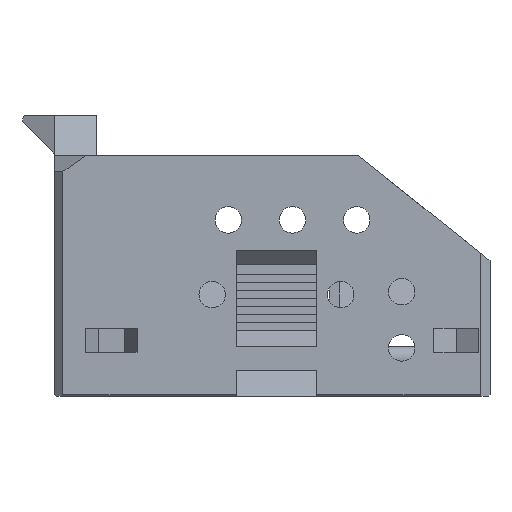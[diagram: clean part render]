
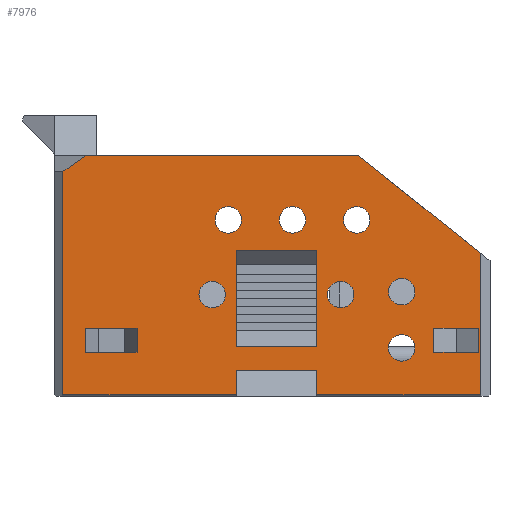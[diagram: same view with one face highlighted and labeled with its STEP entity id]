
A CAD part, left-side view. The second image highlights one B-rep face of the part: STEP entity #7976.
In plain terms, the highlighted planar face has unit normal (-1, 0, 0).
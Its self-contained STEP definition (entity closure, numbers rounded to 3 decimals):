
#84=FACE_BOUND('',#673,.T.);
#85=FACE_BOUND('',#674,.T.);
#86=FACE_BOUND('',#675,.T.);
#87=FACE_BOUND('',#676,.T.);
#88=FACE_BOUND('',#677,.T.);
#89=FACE_BOUND('',#678,.T.);
#90=FACE_BOUND('',#679,.T.);
#91=FACE_BOUND('',#680,.T.);
#92=FACE_BOUND('',#681,.T.);
#93=FACE_BOUND('',#682,.T.);
#202=CIRCLE('',#8422,1.65);
#203=CIRCLE('',#8423,1.65);
#204=CIRCLE('',#8424,1.65);
#205=CIRCLE('',#8425,1.65);
#206=CIRCLE('',#8426,1.65);
#207=CIRCLE('',#8427,1.65);
#208=CIRCLE('',#8428,1.65);
#246=FACE_OUTER_BOUND('',#672,.T.);
#672=EDGE_LOOP('',(#5464,#5465,#5466,#5467,#5468,#5469,#5470,#5471,#5472,
#5473));
#673=EDGE_LOOP('',(#5474,#5475,#5476,#5477));
#674=EDGE_LOOP('',(#5478,#5479,#5480,#5481));
#675=EDGE_LOOP('',(#5482));
#676=EDGE_LOOP('',(#5483));
#677=EDGE_LOOP('',(#5484));
#678=EDGE_LOOP('',(#5485));
#679=EDGE_LOOP('',(#5486));
#680=EDGE_LOOP('',(#5487));
#681=EDGE_LOOP('',(#5488,#5489,#5490,#5491));
#682=EDGE_LOOP('',(#5492));
#1155=LINE('',#10909,#2249);
#1287=LINE('',#11225,#2381);
#1288=LINE('',#11227,#2382);
#1289=LINE('',#11229,#2383);
#1290=LINE('',#11231,#2384);
#1291=LINE('',#11233,#2385);
#1292=LINE('',#11235,#2386);
#1293=LINE('',#11237,#2387);
#1294=LINE('',#11239,#2388);
#1295=LINE('',#11240,#2389);
#1296=LINE('',#11243,#2390);
#1297=LINE('',#11245,#2391);
#1298=LINE('',#11247,#2392);
#1299=LINE('',#11248,#2393);
#1300=LINE('',#11251,#2394);
#1301=LINE('',#11253,#2395);
#1302=LINE('',#11255,#2396);
#1303=LINE('',#11256,#2397);
#1304=LINE('',#11271,#2398);
#1305=LINE('',#11273,#2399);
#1306=LINE('',#11275,#2400);
#1307=LINE('',#11276,#2401);
#2249=VECTOR('',#8864,1000.);
#2381=VECTOR('',#9086,1000.);
#2382=VECTOR('',#9087,1000.);
#2383=VECTOR('',#9088,1000.);
#2384=VECTOR('',#9089,1000.);
#2385=VECTOR('',#9090,1000.);
#2386=VECTOR('',#9091,1000.);
#2387=VECTOR('',#9092,1000.);
#2388=VECTOR('',#9093,1000.);
#2389=VECTOR('',#9094,1000.);
#2390=VECTOR('',#9095,1000.);
#2391=VECTOR('',#9096,1000.);
#2392=VECTOR('',#9097,1000.);
#2393=VECTOR('',#9098,1000.);
#2394=VECTOR('',#9099,1000.);
#2395=VECTOR('',#9100,1000.);
#2396=VECTOR('',#9101,1000.);
#2397=VECTOR('',#9102,1000.);
#2398=VECTOR('',#9115,1000.);
#2399=VECTOR('',#9116,1000.);
#2400=VECTOR('',#9117,1000.);
#2401=VECTOR('',#9118,1000.);
#3345=VERTEX_POINT('',#10906);
#3346=VERTEX_POINT('',#10908);
#3485=VERTEX_POINT('',#11224);
#3486=VERTEX_POINT('',#11226);
#3487=VERTEX_POINT('',#11228);
#3488=VERTEX_POINT('',#11230);
#3489=VERTEX_POINT('',#11232);
#3490=VERTEX_POINT('',#11234);
#3491=VERTEX_POINT('',#11236);
#3492=VERTEX_POINT('',#11238);
#3493=VERTEX_POINT('',#11241);
#3494=VERTEX_POINT('',#11242);
#3495=VERTEX_POINT('',#11244);
#3496=VERTEX_POINT('',#11246);
#3497=VERTEX_POINT('',#11249);
#3498=VERTEX_POINT('',#11250);
#3499=VERTEX_POINT('',#11252);
#3500=VERTEX_POINT('',#11254);
#3501=VERTEX_POINT('',#11257);
#3502=VERTEX_POINT('',#11259);
#3503=VERTEX_POINT('',#11261);
#3504=VERTEX_POINT('',#11263);
#3505=VERTEX_POINT('',#11265);
#3506=VERTEX_POINT('',#11267);
#3507=VERTEX_POINT('',#11269);
#3508=VERTEX_POINT('',#11270);
#3509=VERTEX_POINT('',#11272);
#3510=VERTEX_POINT('',#11274);
#3511=VERTEX_POINT('',#11277);
#4117=EDGE_CURVE('',#3346,#3345,#1155,.T.);
#4277=EDGE_CURVE('',#3345,#3485,#1287,.T.);
#4278=EDGE_CURVE('',#3485,#3486,#1288,.T.);
#4279=EDGE_CURVE('',#3486,#3487,#1289,.T.);
#4280=EDGE_CURVE('',#3487,#3488,#1290,.T.);
#4281=EDGE_CURVE('',#3488,#3489,#1291,.T.);
#4282=EDGE_CURVE('',#3490,#3489,#1292,.T.);
#4283=EDGE_CURVE('',#3490,#3491,#1293,.T.);
#4284=EDGE_CURVE('',#3492,#3491,#1294,.T.);
#4285=EDGE_CURVE('',#3492,#3346,#1295,.T.);
#4286=EDGE_CURVE('',#3493,#3494,#1296,.T.);
#4287=EDGE_CURVE('',#3495,#3493,#1297,.T.);
#4288=EDGE_CURVE('',#3495,#3496,#1298,.T.);
#4289=EDGE_CURVE('',#3496,#3494,#1299,.T.);
#4290=EDGE_CURVE('',#3497,#3498,#1300,.T.);
#4291=EDGE_CURVE('',#3499,#3497,#1301,.T.);
#4292=EDGE_CURVE('',#3499,#3500,#1302,.T.);
#4293=EDGE_CURVE('',#3500,#3498,#1303,.T.);
#4294=EDGE_CURVE('',#3501,#3501,#202,.T.);
#4295=EDGE_CURVE('',#3502,#3502,#203,.T.);
#4296=EDGE_CURVE('',#3503,#3503,#204,.T.);
#4297=EDGE_CURVE('',#3504,#3504,#205,.T.);
#4298=EDGE_CURVE('',#3505,#3505,#206,.T.);
#4299=EDGE_CURVE('',#3506,#3506,#207,.T.);
#4300=EDGE_CURVE('',#3507,#3508,#1304,.T.);
#4301=EDGE_CURVE('',#3509,#3508,#1305,.T.);
#4302=EDGE_CURVE('',#3510,#3509,#1306,.T.);
#4303=EDGE_CURVE('',#3510,#3507,#1307,.T.);
#4304=EDGE_CURVE('',#3511,#3511,#208,.T.);
#5464=ORIENTED_EDGE('',*,*,#4117,.T.);
#5465=ORIENTED_EDGE('',*,*,#4277,.T.);
#5466=ORIENTED_EDGE('',*,*,#4278,.T.);
#5467=ORIENTED_EDGE('',*,*,#4279,.T.);
#5468=ORIENTED_EDGE('',*,*,#4280,.T.);
#5469=ORIENTED_EDGE('',*,*,#4281,.T.);
#5470=ORIENTED_EDGE('',*,*,#4282,.F.);
#5471=ORIENTED_EDGE('',*,*,#4283,.T.);
#5472=ORIENTED_EDGE('',*,*,#4284,.F.);
#5473=ORIENTED_EDGE('',*,*,#4285,.T.);
#5474=ORIENTED_EDGE('',*,*,#4286,.F.);
#5475=ORIENTED_EDGE('',*,*,#4287,.F.);
#5476=ORIENTED_EDGE('',*,*,#4288,.T.);
#5477=ORIENTED_EDGE('',*,*,#4289,.T.);
#5478=ORIENTED_EDGE('',*,*,#4290,.F.);
#5479=ORIENTED_EDGE('',*,*,#4291,.F.);
#5480=ORIENTED_EDGE('',*,*,#4292,.T.);
#5481=ORIENTED_EDGE('',*,*,#4293,.T.);
#5482=ORIENTED_EDGE('',*,*,#4294,.F.);
#5483=ORIENTED_EDGE('',*,*,#4295,.F.);
#5484=ORIENTED_EDGE('',*,*,#4296,.F.);
#5485=ORIENTED_EDGE('',*,*,#4297,.F.);
#5486=ORIENTED_EDGE('',*,*,#4298,.F.);
#5487=ORIENTED_EDGE('',*,*,#4299,.T.);
#5488=ORIENTED_EDGE('',*,*,#4300,.T.);
#5489=ORIENTED_EDGE('',*,*,#4301,.F.);
#5490=ORIENTED_EDGE('',*,*,#4302,.F.);
#5491=ORIENTED_EDGE('',*,*,#4303,.T.);
#5492=ORIENTED_EDGE('',*,*,#4304,.F.);
#7599=PLANE('',#8421);
#7976=ADVANCED_FACE('',(#246,#84,#85,#86,#87,#88,#89,#90,#91,#92,#93),#7599,
 .T.);
#8421=AXIS2_PLACEMENT_3D('',#11223,#9084,#9085);
#8422=AXIS2_PLACEMENT_3D('',#11258,#9103,#9104);
#8423=AXIS2_PLACEMENT_3D('',#11260,#9105,#9106);
#8424=AXIS2_PLACEMENT_3D('',#11262,#9107,#9108);
#8425=AXIS2_PLACEMENT_3D('',#11264,#9109,#9110);
#8426=AXIS2_PLACEMENT_3D('',#11266,#9111,#9112);
#8427=AXIS2_PLACEMENT_3D('',#11268,#9113,#9114);
#8428=AXIS2_PLACEMENT_3D('',#11278,#9119,#9120);
#8864=DIRECTION('',(0.,1.,0.));
#9084=DIRECTION('center_axis',(-1.,0.,0.));
#9085=DIRECTION('ref_axis',(0.,1.,0.));
#9086=DIRECTION('',(0.,0.816,-0.577));
#9087=DIRECTION('',(0.,0.,-1.));
#9088=DIRECTION('',(0.,-1.,0.));
#9089=DIRECTION('',(0.,0.,1.));
#9090=DIRECTION('',(0.,-1.,0.));
#9091=DIRECTION('',(0.,0.,1.));
#9092=DIRECTION('',(0.,-1.,0.));
#9093=DIRECTION('',(0.,0.,-1.));
#9094=DIRECTION('',(0.,0.781,0.625));
#9095=DIRECTION('',(0.,-1.,0.));
#9096=DIRECTION('',(0.,0.,-1.));
#9097=DIRECTION('',(0.,-1.,0.));
#9098=DIRECTION('',(0.,0.,-1.));
#9099=DIRECTION('',(0.,-1.,0.));
#9100=DIRECTION('',(0.,0.,-1.));
#9101=DIRECTION('',(0.,-1.,0.));
#9102=DIRECTION('',(0.,0.,-1.));
#9103=DIRECTION('center_axis',(-1.,0.,0.));
#9104=DIRECTION('ref_axis',(0.,1.,0.));
#9105=DIRECTION('center_axis',(-1.,0.,0.));
#9106=DIRECTION('ref_axis',(0.,1.,0.));
#9107=DIRECTION('center_axis',(-1.,0.,0.));
#9108=DIRECTION('ref_axis',(0.,1.,0.));
#9109=DIRECTION('center_axis',(-1.,0.,0.));
#9110=DIRECTION('ref_axis',(0.,1.,0.));
#9111=DIRECTION('center_axis',(-1.,0.,0.));
#9112=DIRECTION('ref_axis',(0.,1.,0.));
#9113=DIRECTION('center_axis',(1.,0.,0.));
#9114=DIRECTION('ref_axis',(0.,1.,0.));
#9115=DIRECTION('',(0.,-1.,0.));
#9116=DIRECTION('',(0.,0.,1.));
#9117=DIRECTION('',(0.,-1.,0.));
#9118=DIRECTION('',(0.,0.,1.));
#9119=DIRECTION('center_axis',(-1.,0.,0.));
#9120=DIRECTION('ref_axis',(0.,1.,0.));
#10906=CARTESIAN_POINT('',(-22.,23.472,30.));
#10908=CARTESIAN_POINT('',(-22.,-10.525,30.));
#10909=CARTESIAN_POINT('',(-22.,-3.7,30.));
#11223=CARTESIAN_POINT('Origin',(-22.,-3.7,30.));
#11224=CARTESIAN_POINT('',(-22.,26.3,28.));
#11225=CARTESIAN_POINT('',(-22.,5.357,42.809));
#11226=CARTESIAN_POINT('',(-22.,26.3,0.2));
#11227=CARTESIAN_POINT('',(-22.,26.3,30.));
#11228=CARTESIAN_POINT('',(-22.,4.7,0.2));
#11229=CARTESIAN_POINT('',(-22.,4.7,0.2));
#11230=CARTESIAN_POINT('',(-22.,4.7,3.25));
#11231=CARTESIAN_POINT('',(-22.,4.7,0.6));
#11232=CARTESIAN_POINT('',(-22.,-5.3,3.25));
#11233=CARTESIAN_POINT('',(-22.,4.702,3.25));
#11234=CARTESIAN_POINT('',(-22.,-5.3,0.2));
#11235=CARTESIAN_POINT('',(-22.,-5.3,0.6));
#11236=CARTESIAN_POINT('',(-22.,-25.7,0.2));
#11237=CARTESIAN_POINT('',(-22.,-25.7,0.2));
#11238=CARTESIAN_POINT('',(-22.,-25.7,17.86));
#11239=CARTESIAN_POINT('',(-22.,-25.7,30.));
#11240=CARTESIAN_POINT('',(-22.,-6.363,33.329));
#11241=CARTESIAN_POINT('',(-22.,23.533,5.5));
#11242=CARTESIAN_POINT('',(-22.,17.067,5.5));
#11243=CARTESIAN_POINT('',(-22.,-3.7,5.5));
#11244=CARTESIAN_POINT('',(-22.,23.533,8.5));
#11245=CARTESIAN_POINT('',(-22.,23.533,30.));
#11246=CARTESIAN_POINT('',(-22.,17.067,8.5));
#11247=CARTESIAN_POINT('',(-22.,-3.7,8.5));
#11248=CARTESIAN_POINT('',(-22.,17.067,30.));
#11249=CARTESIAN_POINT('',(-22.,-19.9,5.5));
#11250=CARTESIAN_POINT('',(-22.,-25.5,5.5));
#11251=CARTESIAN_POINT('',(-22.,-3.7,5.5));
#11252=CARTESIAN_POINT('',(-22.,-19.9,8.5));
#11253=CARTESIAN_POINT('',(-22.,-19.9,30.));
#11254=CARTESIAN_POINT('',(-22.,-25.5,8.5));
#11255=CARTESIAN_POINT('',(-22.,-3.7,8.5));
#11256=CARTESIAN_POINT('',(-22.,-25.5,30.));
#11257=CARTESIAN_POINT('',(-22.,7.35,22.));
#11258=CARTESIAN_POINT('Origin',(-22.,5.7,22.));
#11259=CARTESIAN_POINT('',(-22.,-8.65,22.));
#11260=CARTESIAN_POINT('Origin',(-22.,-10.3,22.));
#11261=CARTESIAN_POINT('',(-22.,-0.65,22.));
#11262=CARTESIAN_POINT('Origin',(-22.,-2.3,22.));
#11263=CARTESIAN_POINT('',(-22.,-17.55,6.05));
#11264=CARTESIAN_POINT('Origin',(-22.,-15.9,6.05));
#11265=CARTESIAN_POINT('',(-22.,-17.55,13.05));
#11266=CARTESIAN_POINT('Origin',(-22.,-15.9,13.05));
#11267=CARTESIAN_POINT('',(-22.,-9.95,12.7));
#11268=CARTESIAN_POINT('Origin',(-22.,-8.3,12.7));
#11269=CARTESIAN_POINT('',(-22.,4.7,18.2));
#11270=CARTESIAN_POINT('',(-22.,-5.3,18.2));
#11271=CARTESIAN_POINT('',(-22.,-3.7,18.2));
#11272=CARTESIAN_POINT('',(-22.,-5.3,6.2));
#11273=CARTESIAN_POINT('',(-22.,-5.3,11.2));
#11274=CARTESIAN_POINT('',(-22.,4.7,6.2));
#11275=CARTESIAN_POINT('',(-22.,4.702,6.2));
#11276=CARTESIAN_POINT('',(-22.,4.7,11.2));
#11277=CARTESIAN_POINT('',(-22.,6.05,12.7));
#11278=CARTESIAN_POINT('Origin',(-22.,7.7,12.7));
